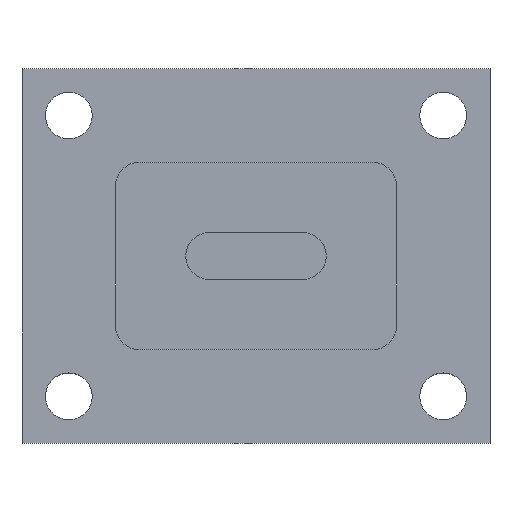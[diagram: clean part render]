
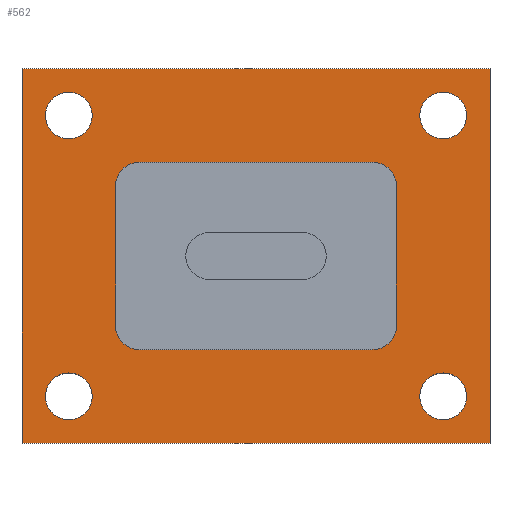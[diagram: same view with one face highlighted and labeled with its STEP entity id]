
A CAD part, top view. The second image highlights one B-rep face of the part: STEP entity #562.
In plain terms, the highlighted planar face has unit normal (0, 0, 1).
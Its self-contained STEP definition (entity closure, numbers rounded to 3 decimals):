
#73=DIRECTION('',(0.,-1.,0.));
#74=VECTOR('',#73,80.);
#75=CARTESIAN_POINT('',(-50.,40.,20.));
#76=LINE('',#75,#74);
#77=DIRECTION('',(-1.,0.,0.));
#78=VECTOR('',#77,100.);
#79=CARTESIAN_POINT('',(50.,40.,20.));
#80=LINE('',#79,#78);
#81=DIRECTION('',(0.,1.,0.));
#82=VECTOR('',#81,80.);
#83=CARTESIAN_POINT('',(50.,-40.,20.));
#84=LINE('',#83,#82);
#85=DIRECTION('',(1.,0.,0.));
#86=VECTOR('',#85,100.);
#87=CARTESIAN_POINT('',(-50.,-40.,20.));
#88=LINE('',#87,#86);
#89=CARTESIAN_POINT('',(-25.,15.,20.));
#90=DIRECTION('',(0.,0.,1.));
#91=DIRECTION('',(0.,1.,0.));
#92=AXIS2_PLACEMENT_3D('',#89,#90,#91);
#94=DIRECTION('',(0.,-1.,0.));
#95=VECTOR('',#94,30.);
#96=CARTESIAN_POINT('',(-30.,15.,20.));
#97=LINE('',#96,#95);
#98=CARTESIAN_POINT('',(-25.,-15.,20.));
#99=DIRECTION('',(0.,0.,1.));
#100=DIRECTION('',(-1.,0.,0.));
#101=AXIS2_PLACEMENT_3D('',#98,#99,#100);
#103=DIRECTION('',(1.,0.,0.));
#104=VECTOR('',#103,50.);
#105=CARTESIAN_POINT('',(-25.,-20.,20.));
#106=LINE('',#105,#104);
#107=CARTESIAN_POINT('',(25.,-15.,20.));
#108=DIRECTION('',(0.,0.,1.));
#109=DIRECTION('',(0.,-1.,0.));
#110=AXIS2_PLACEMENT_3D('',#107,#108,#109);
#112=DIRECTION('',(0.,1.,0.));
#113=VECTOR('',#112,30.);
#114=CARTESIAN_POINT('',(30.,-15.,20.));
#115=LINE('',#114,#113);
#116=CARTESIAN_POINT('',(25.,15.,20.));
#117=DIRECTION('',(0.,0.,1.));
#118=DIRECTION('',(1.,0.,0.));
#119=AXIS2_PLACEMENT_3D('',#116,#117,#118);
#121=DIRECTION('',(-1.,0.,0.));
#122=VECTOR('',#121,50.);
#123=CARTESIAN_POINT('',(25.,20.,20.));
#124=LINE('',#123,#122);
#125=CARTESIAN_POINT('',(-40.,30.,20.));
#126=DIRECTION('',(0.,0.,1.));
#127=DIRECTION('',(1.,0.,0.));
#128=AXIS2_PLACEMENT_3D('',#125,#126,#127);
#130=CARTESIAN_POINT('',(-40.,30.,20.));
#131=DIRECTION('',(0.,0.,1.));
#132=DIRECTION('',(-1.,0.,0.));
#133=AXIS2_PLACEMENT_3D('',#130,#131,#132);
#135=CARTESIAN_POINT('',(40.,30.,20.));
#136=DIRECTION('',(0.,0.,1.));
#137=DIRECTION('',(1.,0.,0.));
#138=AXIS2_PLACEMENT_3D('',#135,#136,#137);
#140=CARTESIAN_POINT('',(40.,30.,20.));
#141=DIRECTION('',(0.,0.,1.));
#142=DIRECTION('',(-1.,0.,0.));
#143=AXIS2_PLACEMENT_3D('',#140,#141,#142);
#145=CARTESIAN_POINT('',(40.,-30.,20.));
#146=DIRECTION('',(0.,0.,1.));
#147=DIRECTION('',(1.,0.,0.));
#148=AXIS2_PLACEMENT_3D('',#145,#146,#147);
#150=CARTESIAN_POINT('',(40.,-30.,20.));
#151=DIRECTION('',(0.,0.,1.));
#152=DIRECTION('',(-1.,0.,0.));
#153=AXIS2_PLACEMENT_3D('',#150,#151,#152);
#155=CARTESIAN_POINT('',(-40.,-30.,20.));
#156=DIRECTION('',(0.,0.,1.));
#157=DIRECTION('',(1.,0.,0.));
#158=AXIS2_PLACEMENT_3D('',#155,#156,#157);
#160=CARTESIAN_POINT('',(-40.,-30.,20.));
#161=DIRECTION('',(0.,0.,1.));
#162=DIRECTION('',(-1.,0.,0.));
#163=AXIS2_PLACEMENT_3D('',#160,#161,#162);
#325=CARTESIAN_POINT('',(-50.,40.,20.));
#326=CARTESIAN_POINT('',(-50.,-40.,20.));
#327=VERTEX_POINT('',#325);
#328=VERTEX_POINT('',#326);
#329=CARTESIAN_POINT('',(50.,-40.,20.));
#330=VERTEX_POINT('',#329);
#331=CARTESIAN_POINT('',(50.,40.,20.));
#332=VERTEX_POINT('',#331);
#349=CARTESIAN_POINT('',(-25.,20.,20.));
#350=CARTESIAN_POINT('',(-30.,15.,20.));
#351=VERTEX_POINT('',#349);
#352=VERTEX_POINT('',#350);
#353=CARTESIAN_POINT('',(-30.,-15.,20.));
#354=VERTEX_POINT('',#353);
#355=CARTESIAN_POINT('',(-25.,-20.,20.));
#356=VERTEX_POINT('',#355);
#357=CARTESIAN_POINT('',(25.,-20.,20.));
#358=VERTEX_POINT('',#357);
#359=CARTESIAN_POINT('',(30.,-15.,20.));
#360=VERTEX_POINT('',#359);
#361=CARTESIAN_POINT('',(30.,15.,20.));
#362=VERTEX_POINT('',#361);
#363=CARTESIAN_POINT('',(25.,20.,20.));
#364=VERTEX_POINT('',#363);
#381=CARTESIAN_POINT('',(-35.,30.,20.));
#382=CARTESIAN_POINT('',(-45.,30.,20.));
#383=VERTEX_POINT('',#381);
#384=VERTEX_POINT('',#382);
#385=CARTESIAN_POINT('',(45.,30.,20.));
#386=CARTESIAN_POINT('',(35.,30.,20.));
#387=VERTEX_POINT('',#385);
#388=VERTEX_POINT('',#386);
#389=CARTESIAN_POINT('',(45.,-30.,20.));
#390=CARTESIAN_POINT('',(35.,-30.,20.));
#391=VERTEX_POINT('',#389);
#392=VERTEX_POINT('',#390);
#393=CARTESIAN_POINT('',(-35.,-30.,20.));
#394=CARTESIAN_POINT('',(-45.,-30.,20.));
#395=VERTEX_POINT('',#393);
#396=VERTEX_POINT('',#394);
#509=CARTESIAN_POINT('',(0.,0.,20.));
#510=DIRECTION('',(0.,0.,1.));
#511=DIRECTION('',(1.,0.,0.));
#512=AXIS2_PLACEMENT_3D('',#509,#510,#511);
#513=PLANE('',#512);
#514=ORIENTED_EDGE('',*,*,#461,.F.);
#515=ORIENTED_EDGE('',*,*,#476,.F.);
#516=ORIENTED_EDGE('',*,*,#490,.F.);
#517=ORIENTED_EDGE('',*,*,#503,.F.);
#518=EDGE_LOOP('',(#514,#515,#516,#517));
#519=FACE_OUTER_BOUND('',#518,.F.);
#521=ORIENTED_EDGE('',*,*,#520,.T.);
#523=ORIENTED_EDGE('',*,*,#522,.T.);
#525=ORIENTED_EDGE('',*,*,#524,.T.);
#527=ORIENTED_EDGE('',*,*,#526,.T.);
#529=ORIENTED_EDGE('',*,*,#528,.T.);
#531=ORIENTED_EDGE('',*,*,#530,.T.);
#533=ORIENTED_EDGE('',*,*,#532,.T.);
#535=ORIENTED_EDGE('',*,*,#534,.T.);
#536=EDGE_LOOP('',(#521,#523,#525,#527,#529,#531,#533,#535));
#537=FACE_BOUND('',#536,.F.);
#539=ORIENTED_EDGE('',*,*,#538,.T.);
#541=ORIENTED_EDGE('',*,*,#540,.T.);
#542=EDGE_LOOP('',(#539,#541));
#543=FACE_BOUND('',#542,.F.);
#545=ORIENTED_EDGE('',*,*,#544,.T.);
#547=ORIENTED_EDGE('',*,*,#546,.T.);
#548=EDGE_LOOP('',(#545,#547));
#549=FACE_BOUND('',#548,.F.);
#551=ORIENTED_EDGE('',*,*,#550,.T.);
#553=ORIENTED_EDGE('',*,*,#552,.T.);
#554=EDGE_LOOP('',(#551,#553));
#555=FACE_BOUND('',#554,.F.);
#557=ORIENTED_EDGE('',*,*,#556,.T.);
#559=ORIENTED_EDGE('',*,*,#558,.T.);
#560=EDGE_LOOP('',(#557,#559));
#561=FACE_BOUND('',#560,.F.);
#93=CIRCLE('',#92,5.);
#102=CIRCLE('',#101,5.);
#111=CIRCLE('',#110,5.);
#120=CIRCLE('',#119,5.);
#129=CIRCLE('',#128,5.);
#134=CIRCLE('',#133,5.);
#139=CIRCLE('',#138,5.);
#144=CIRCLE('',#143,5.);
#149=CIRCLE('',#148,5.);
#154=CIRCLE('',#153,5.);
#159=CIRCLE('',#158,5.);
#164=CIRCLE('',#163,5.);
#461=EDGE_CURVE('',#327,#328,#76,.T.);
#476=EDGE_CURVE('',#332,#327,#80,.T.);
#490=EDGE_CURVE('',#330,#332,#84,.T.);
#503=EDGE_CURVE('',#328,#330,#88,.T.);
#520=EDGE_CURVE('',#351,#352,#93,.T.);
#522=EDGE_CURVE('',#352,#354,#97,.T.);
#524=EDGE_CURVE('',#354,#356,#102,.T.);
#526=EDGE_CURVE('',#356,#358,#106,.T.);
#528=EDGE_CURVE('',#358,#360,#111,.T.);
#530=EDGE_CURVE('',#360,#362,#115,.T.);
#532=EDGE_CURVE('',#362,#364,#120,.T.);
#534=EDGE_CURVE('',#364,#351,#124,.T.);
#538=EDGE_CURVE('',#383,#384,#129,.T.);
#540=EDGE_CURVE('',#384,#383,#134,.T.);
#544=EDGE_CURVE('',#387,#388,#139,.T.);
#546=EDGE_CURVE('',#388,#387,#144,.T.);
#550=EDGE_CURVE('',#391,#392,#149,.T.);
#552=EDGE_CURVE('',#392,#391,#154,.T.);
#556=EDGE_CURVE('',#395,#396,#159,.T.);
#558=EDGE_CURVE('',#396,#395,#164,.T.);
#562=ADVANCED_FACE('',(#519,#537,#543,#549,#555,#561),#513,.T.);
